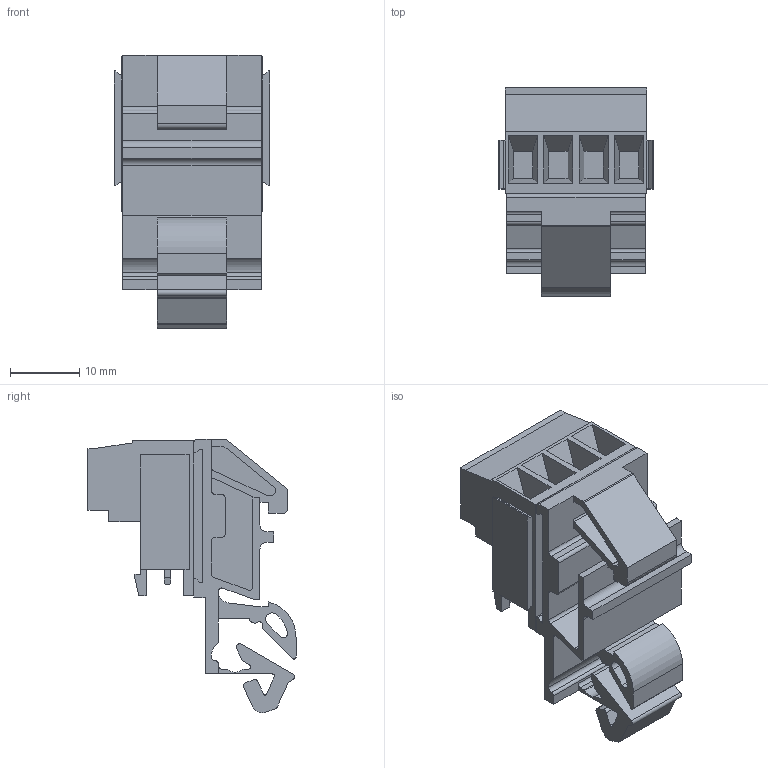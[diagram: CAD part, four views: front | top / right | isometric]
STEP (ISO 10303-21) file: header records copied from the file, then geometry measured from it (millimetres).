
FILE_DESCRIPTION(('CATIA V5 STEP Exchange','CAx-IF Rec.Pracs.--- Model Styling and Organization---1.2---2011-12-15'),'2;1');
FILE_NAME ('D1457432_0_1846050000_1846050000.stp','2018-11-24T07:18:34+00:00',('none'),('Weidmueller'),'CATIA Version 5-6 Release 2014','CATIA V5 STEP AP214','none');
FILE_SCHEMA(('AUTOMOTIVE_DESIGN { 1 0 10303 214 1 1 1 1 }'));
Length unit declared in the file: millimetre
Products named in the file (1): 1846050000
Bounding box: 22.32 x 29.95 x 39.4 mm (x, y, z)
Volume: 7080.4 mm3; surface area: 6713.7 mm2
Topology: 5 solids, 5 shells, 304 faces, 857 edges, 564 vertices
Faces by surface type: plane 232, cylinder 72
Entity records: 9304 total; most frequent: ORIENTED_EDGE 1714, CARTESIAN_POINT 1687, DIRECTION 1321, EDGE_CURVE 857, VECTOR 677, LINE 677, VERTEX_POINT 564, AXIS2_PLACEMENT_3D 402
